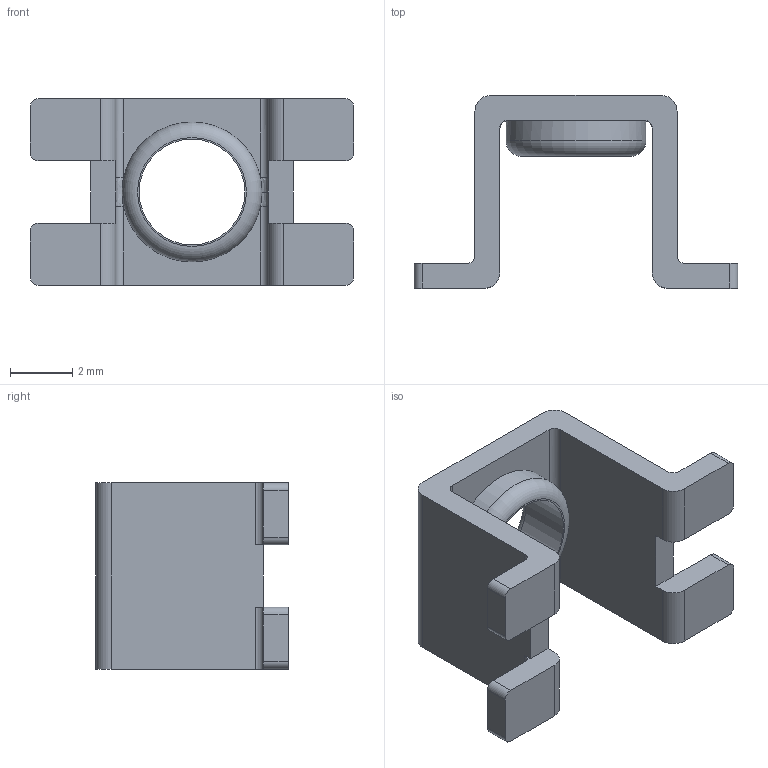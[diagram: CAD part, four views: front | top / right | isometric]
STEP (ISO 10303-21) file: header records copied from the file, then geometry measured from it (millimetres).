
FILE_DESCRIPTION(('FreeCAD Model'),'2;1');
FILE_NAME('Open CASCADE Shape Model','2024-12-29T16:23:49',(''),(''), 'Open CASCADE STEP processor 7.8','FreeCAD','Unknown');
FILE_SCHEMA(('AUTOMOTIVE_DESIGN { 1 0 10303 214 1 1 1 1 }'));
Length unit declared in the file: millimetre
Products named in the file (1): Body
Bounding box: 10.4 x 6.2 x 6 mm (x, y, z)
Volume: 91.8 mm3; surface area: 291.6 mm2
Topology: 1 solids, 1 shells, 57 faces, 160 edges, 105 vertices
Faces by surface type: plane 28, cylinder 24, bspline 3, torus 2
Full cylindrical faces by diameter (mm): 3.4 x1, 4.5 x1
Entity records: 1909 total; most frequent: CARTESIAN_POINT 400, ORIENTED_EDGE 320, DIRECTION 312, EDGE_CURVE 160, AXIS2_PLACEMENT_3D 106, VERTEX_POINT 105, LINE 100, VECTOR 100
